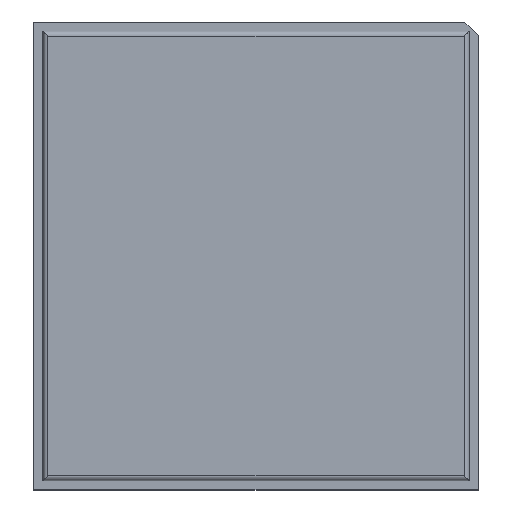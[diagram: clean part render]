
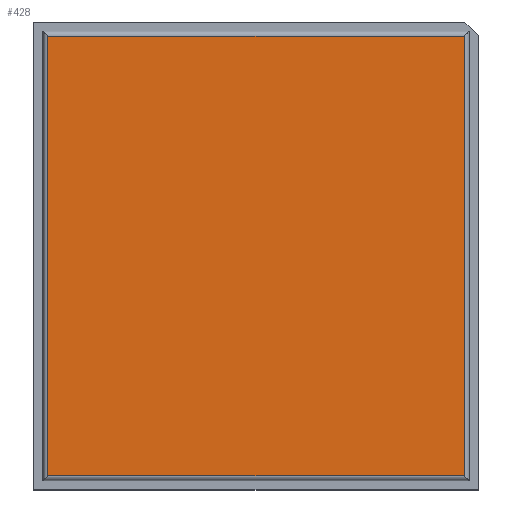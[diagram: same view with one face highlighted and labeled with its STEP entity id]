
A CAD part, top view. The second image highlights one B-rep face of the part: STEP entity #428.
In plain terms, the highlighted planar face has unit normal (0, 0, 1).
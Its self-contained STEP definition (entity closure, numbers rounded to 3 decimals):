
#333 = VERTEX_POINT('',#334);
#334 = CARTESIAN_POINT('',(-12.45,13.15,2.7));
#341 = EDGE_CURVE('',#333,#342,#344,.T.);
#342 = VERTEX_POINT('',#343);
#343 = CARTESIAN_POINT('',(-12.45,-13.15,2.7));
#344 = LINE('',#345,#346);
#345 = CARTESIAN_POINT('',(-12.45,13.45,2.7));
#346 = VECTOR('',#347,1.);
#347 = DIRECTION('',(0.,-1.,0.));
#366 = EDGE_CURVE('',#342,#367,#369,.T.);
#367 = VERTEX_POINT('',#368);
#368 = CARTESIAN_POINT('',(12.45,-13.15,2.7));
#369 = LINE('',#370,#371);
#370 = CARTESIAN_POINT('',(-12.75,-13.15,2.7));
#371 = VECTOR('',#372,1.);
#372 = DIRECTION('',(1.,0.,0.));
#391 = EDGE_CURVE('',#367,#392,#394,.T.);
#392 = VERTEX_POINT('',#393);
#393 = CARTESIAN_POINT('',(12.45,13.15,2.7));
#394 = LINE('',#395,#396);
#395 = CARTESIAN_POINT('',(12.45,-13.45,2.7));
#396 = VECTOR('',#397,1.);
#397 = DIRECTION('',(0.,1.,0.));
#416 = EDGE_CURVE('',#392,#333,#417,.T.);
#417 = LINE('',#418,#419);
#418 = CARTESIAN_POINT('',(12.75,13.15,2.7));
#419 = VECTOR('',#420,1.);
#420 = DIRECTION('',(-1.,0.,0.));
#428 = ADVANCED_FACE('',(#429),#435,.T.);
#429 = FACE_BOUND('',#430,.T.);
#430 = EDGE_LOOP('',(#431,#432,#433,#434));
#431 = ORIENTED_EDGE('',*,*,#391,.T.);
#432 = ORIENTED_EDGE('',*,*,#416,.T.);
#433 = ORIENTED_EDGE('',*,*,#341,.T.);
#434 = ORIENTED_EDGE('',*,*,#366,.T.);
#435 = PLANE('',#436);
#436 = AXIS2_PLACEMENT_3D('',#437,#438,#439);
#437 = CARTESIAN_POINT('',(0.,0.,2.7));
#438 = DIRECTION('',(0.,0.,1.));
#439 = DIRECTION('',(1.,0.,0.));
